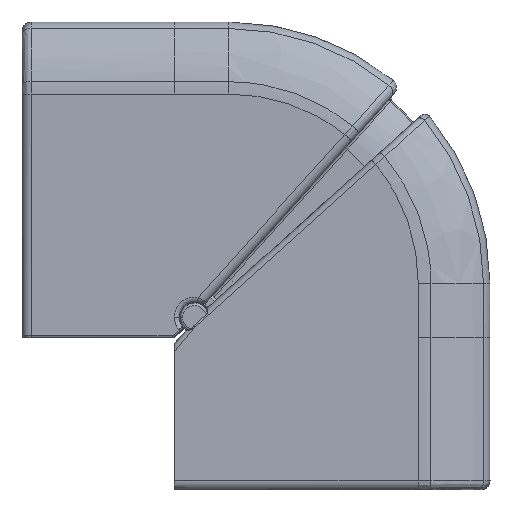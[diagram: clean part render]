
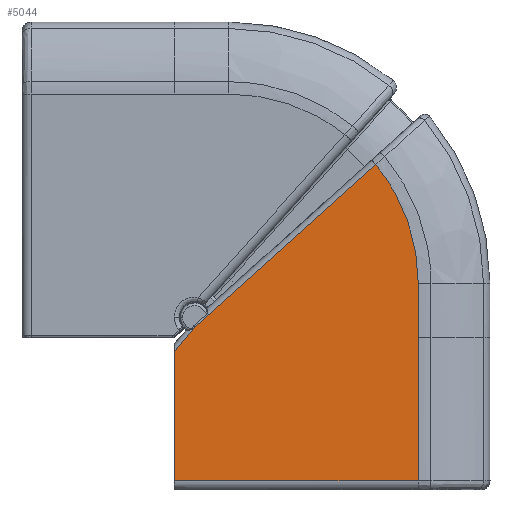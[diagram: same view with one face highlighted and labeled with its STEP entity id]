
A CAD part, left-side view. The second image highlights one B-rep face of the part: STEP entity #5044.
In plain terms, the highlighted planar face has unit normal (-1, -0.003, 0).
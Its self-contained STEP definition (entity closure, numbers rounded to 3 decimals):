
#1122 = CARTESIAN_POINT ( 'NONE',  ( -76.948, -44.277, 127.027 ) ) ;
#1161 = EDGE_CURVE ( 'NONE', #1754, #29653, #22146, .T. ) ;
#1754 = VERTEX_POINT ( 'NONE', #26716 ) ;
#2796 = CARTESIAN_POINT ( 'NONE',  ( -77.005, -25.326, 121.186 ) ) ;
#4479 = EDGE_CURVE ( 'NONE', #29653, #21191, #25528, .T. ) ;
#5044 = ADVANCED_FACE ( 'NONE', ( #5668 ), #47170, .T. ) ;
#5071 = DIRECTION ( 'NONE',  ( 0., 0., 1. ) ) ;
#5244 = CARTESIAN_POINT ( 'NONE',  ( -76.958, -40.989, 132.443 ) ) ;
#5668 = FACE_OUTER_BOUND ( 'NONE', #36862, .T. ) ;
#6931 = DIRECTION ( 'NONE',  ( 0.002, -0.743, 0.669 ) ) ;
#9190 = CARTESIAN_POINT ( 'NONE',  ( -76.937, -48.034, 112.81 ) ) ;
#9239 = CARTESIAN_POINT ( 'NONE',  ( -76.937, -48.034, 71.8 ) ) ;
#10232 = CARTESIAN_POINT ( 'NONE',  ( -77.068, -3.996, 101.98 ) ) ;
#11240 = ORIENTED_EDGE ( 'NONE', *, *, #4479, .T. ) ;
#13369 = VECTOR ( 'NONE', #18613, 1000. ) ;
#15095 = CARTESIAN_POINT ( 'NONE',  ( -76.937, -48.034, 100. ) ) ;
#15160 = AXIS2_PLACEMENT_3D ( 'NONE', #18646, #47345, #22739 ) ;
#15487 = ORIENTED_EDGE ( 'NONE', *, *, #1161, .T. ) ;
#16263 = CARTESIAN_POINT ( 'NONE',  ( -77.08, 0., 71.8 ) ) ;
#16441 = CARTESIAN_POINT ( 'NONE',  ( -76.937, -48.034, 71.8 ) ) ;
#16515 = ORIENTED_EDGE ( 'NONE', *, *, #34833, .F. ) ;
#17240 = EDGE_CURVE ( 'NONE', #42378, #27092, #27868, .T. ) ;
#18613 = DIRECTION ( 'NONE',  ( 0., 0., -1. ) ) ;
#18646 = CARTESIAN_POINT ( 'NONE',  ( -77.08, 0., 0. ) ) ;
#20863 = VECTOR ( 'NONE', #38908, 1000. ) ;
#20918 = LINE ( 'NONE', #2796, #42789 ) ;
#21191 = VERTEX_POINT ( 'NONE', #30796 ) ;
#21554 = CARTESIAN_POINT ( 'NONE',  ( -76.94, -47.127, 119.084 ) ) ;
#22146 = LINE ( 'NONE', #10232, #20863 ) ;
#22739 = DIRECTION ( 'NONE',  ( 0.003, -1., 0. ) ) ;
#22819 = B_SPLINE_CURVE_WITH_KNOTS ( 'NONE', 3,
 ( #33729, #9190, #46134, #21554, #50263, #25662, #1122, #29786, #5244, #33902 ),
 .UNSPECIFIED., .F., .F.,
 ( 4, 2, 2, 2, 4 ),
 ( 0., 0.25, 0.5, 0.75, 1. ),
 .UNSPECIFIED. ) ;
#22973 = LINE ( 'NONE', #16263, #33875 ) ;
#24491 = EDGE_CURVE ( 'NONE', #42378, #46931, #39941, .T. ) ;
#25528 = LINE ( 'NONE', #39069, #13369 ) ;
#25529 = CARTESIAN_POINT ( 'NONE',  ( -76.937, -48.034, 100. ) ) ;
#25662 = CARTESIAN_POINT ( 'NONE',  ( -76.945, -45.158, 125.11 ) ) ;
#26382 = ORIENTED_EDGE ( 'NONE', *, *, #44128, .T. ) ;
#26716 = CARTESIAN_POINT ( 'NONE',  ( -77.068, -3.996, 101.98 ) ) ;
#26963 = CARTESIAN_POINT ( 'NONE',  ( -77.08, 0., 97.218 ) ) ;
#27092 = VERTEX_POINT ( 'NONE', #16441 ) ;
#27868 = B_SPLINE_CURVE_WITH_KNOTS ( 'NONE', 3,
 ( #25529, #36678, #33781, #9239 ),
 .UNSPECIFIED., .F., .F.,
 ( 4, 4 ),
 ( 0., 1. ),
 .UNSPECIFIED. ) ;
#29653 = VERTEX_POINT ( 'NONE', #26963 ) ;
#29786 = CARTESIAN_POINT ( 'NONE',  ( -76.954, -42.185, 130.707 ) ) ;
#30796 = CARTESIAN_POINT ( 'NONE',  ( -77.08, 0., 71.8 ) ) ;
#32620 = EDGE_CURVE ( 'NONE', #27092, #21191, #22973, .T. ) ;
#33431 = ORIENTED_EDGE ( 'NONE', *, *, #24491, .T. ) ;
#33557 = CARTESIAN_POINT ( 'NONE',  ( -76.937, -48.034, 0. ) ) ;
#33729 = CARTESIAN_POINT ( 'NONE',  ( -76.937, -48.034, 110.692 ) ) ;
#33781 = CARTESIAN_POINT ( 'NONE',  ( -76.937, -48.034, 81.2 ) ) ;
#33875 = VECTOR ( 'NONE', #40864, 1000. ) ;
#33902 = CARTESIAN_POINT ( 'NONE',  ( -76.962, -39.642, 134.076 ) ) ;
#34368 = VERTEX_POINT ( 'NONE', #46113 ) ;
#34833 = EDGE_CURVE ( 'NONE', #1754, #34368, #20918, .T. ) ;
#36678 = CARTESIAN_POINT ( 'NONE',  ( -76.937, -48.034, 90.6 ) ) ;
#36862 = EDGE_LOOP ( 'NONE', ( #16515, #15487, #11240, #51435, #40891, #33431, #26382 ) ) ;
#38908 = DIRECTION ( 'NONE',  ( -0.002, 0.643, -0.766 ) ) ;
#39069 = CARTESIAN_POINT ( 'NONE',  ( -77.08, 0., 0. ) ) ;
#39941 = LINE ( 'NONE', #33557, #49576 ) ;
#40864 = DIRECTION ( 'NONE',  ( -0.003, 1., 0. ) ) ;
#40891 = ORIENTED_EDGE ( 'NONE', *, *, #17240, .F. ) ;
#42378 = VERTEX_POINT ( 'NONE', #15095 ) ;
#42789 = VECTOR ( 'NONE', #6931, 1000. ) ;
#44128 = EDGE_CURVE ( 'NONE', #46931, #34368, #22819, .T. ) ;
#46113 = CARTESIAN_POINT ( 'NONE',  ( -76.962, -39.642, 134.076 ) ) ;
#46134 = CARTESIAN_POINT ( 'NONE',  ( -76.937, -47.853, 114.913 ) ) ;
#46931 = VERTEX_POINT ( 'NONE', #52605 ) ;
#47170 = PLANE ( 'NONE',  #15160 ) ;
#47345 = DIRECTION ( 'NONE',  ( -1., -0.003, 0. ) ) ;
#49576 = VECTOR ( 'NONE', #5071, 1000. ) ;
#50263 = CARTESIAN_POINT ( 'NONE',  ( -76.941, -46.588, 121.125 ) ) ;
#51435 = ORIENTED_EDGE ( 'NONE', *, *, #32620, .F. ) ;
#52605 = CARTESIAN_POINT ( 'NONE',  ( -76.937, -48.034, 110.692 ) ) ;
